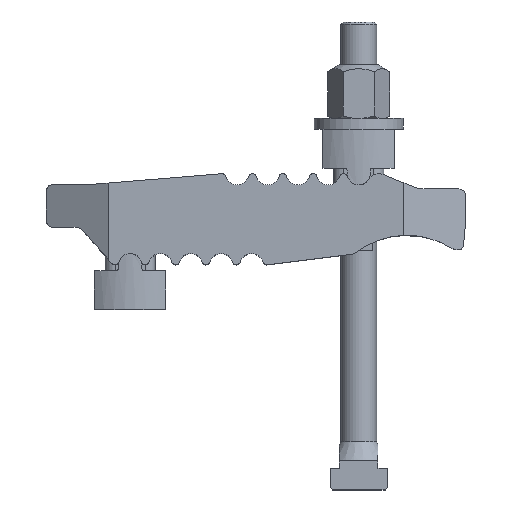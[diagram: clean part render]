
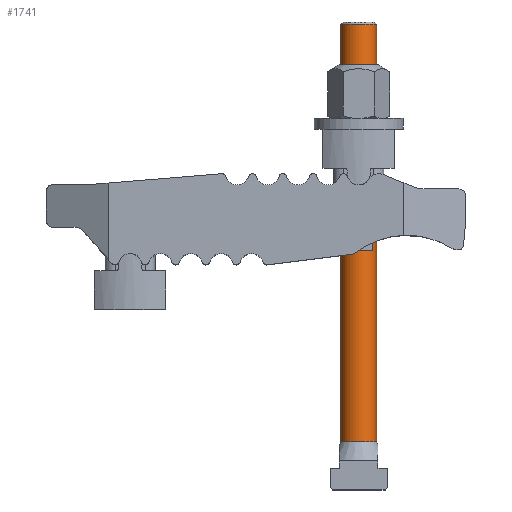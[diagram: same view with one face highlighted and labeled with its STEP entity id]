
A CAD part, top view. The second image highlights one B-rep face of the part: STEP entity #1741.
In plain terms, the highlighted cylindrical face has radius 10 mm (diameter 20 mm), a partial arc.
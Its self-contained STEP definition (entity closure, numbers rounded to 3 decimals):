
#1741=ADVANCED_FACE('',(#5117),#5118,.T.);
#1759=VERTEX_POINT('',#5136);
#2575=VERTEX_POINT('',#6034);
#2597=VERTEX_POINT('',#6058);
#3255=VERTEX_POINT('',#6773);
#3657=EDGE_CURVE('',#3255,#2575,#7217,.T.);
#3819=EDGE_CURVE('',#2597,#1759,#7397,.T.);
#3931=EDGE_CURVE('',#3255,#1759,#7520,.T.);
#4237=EDGE_CURVE('',#2575,#2597,#7859,.T.);
#5117=FACE_OUTER_BOUND('',#8818,.T.);
#5118=CYLINDRICAL_SURFACE('',#8819,10.0);
#5136=CARTESIAN_POINT('',(118.0,-74.0,0.));
#6034=CARTESIAN_POINT('',(138.0,159.75,0.));
#6058=CARTESIAN_POINT('',(118.0,159.75,0.));
#6773=CARTESIAN_POINT('',(138.0,-74.0,0.));
#7217=LINE('',#12064,#12065);
#7397=LINE('',#12348,#12349);
#7520=CIRCLE('',#12510,10.0);
#7859=CIRCLE('',#13003,10.0);
#8818=EDGE_LOOP('',(#14385,#14386,#14387,#14388));
#8819=AXIS2_PLACEMENT_3D('',#14389,#14390,#14391);
#12064=CARTESIAN_POINT('',(138.0,43.5,0.));
#12065=VECTOR('',#16836,1.0);
#12348=CARTESIAN_POINT('',(118.0,43.5,0.));
#12349=VECTOR('',#17050,1.0);
#12510=AXIS2_PLACEMENT_3D('',#17184,#17185,#17186);
#13003=AXIS2_PLACEMENT_3D('',#17570,#17571,#17572);
#14385=ORIENTED_EDGE('',*,*,#3657,.T.);
#14386=ORIENTED_EDGE('',*,*,#4237,.T.);
#14387=ORIENTED_EDGE('',*,*,#3819,.T.);
#14388=ORIENTED_EDGE('',*,*,#3931,.F.);
#14389=CARTESIAN_POINT('',(128.0,43.5,0.));
#14390=DIRECTION('',(0.0,-1.0,0.));
#14391=DIRECTION('',(1.0,0.0,0.0));
#16836=DIRECTION('',(0.0,1.0,0.));
#17050=DIRECTION('',(-0.0,-1.0,0.));
#17184=CARTESIAN_POINT('',(128.0,-74.0,0.));
#17185=DIRECTION('',(0.0,-1.0,0.));
#17186=DIRECTION('',(1.0,0.0,0.0));
#17570=CARTESIAN_POINT('',(128.0,159.75,0.));
#17571=DIRECTION('',(0.0,-1.0,0.));
#17572=DIRECTION('',(1.0,0.0,0.0));
